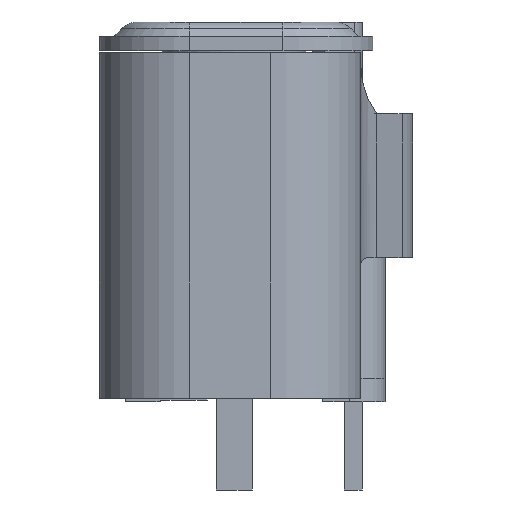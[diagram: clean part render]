
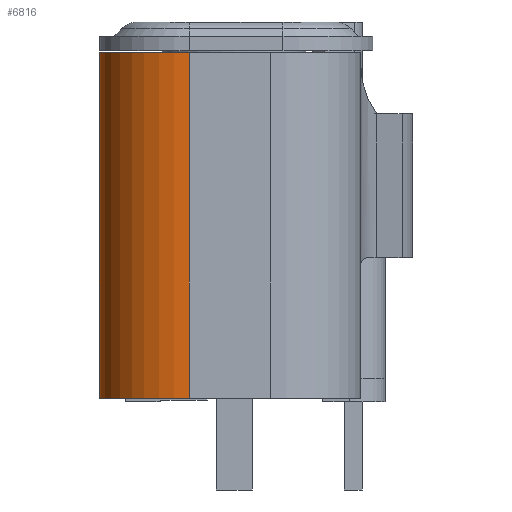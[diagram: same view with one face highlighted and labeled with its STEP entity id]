
A CAD part, left-side view. The second image highlights one B-rep face of the part: STEP entity #6816.
In plain terms, the highlighted cylindrical face has radius 2.5 mm (diameter 5 mm), a partial arc.
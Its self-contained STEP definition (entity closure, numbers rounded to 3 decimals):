
#6775=CARTESIAN_POINT('',(-14.3,2.025,0.1));
#6776=DIRECTION('',(0.0,0.0,1.0));
#6777=DIRECTION('',(-0.707,0.707,0.0));
#6778=AXIS2_PLACEMENT_3D('',#6775,#6776,#6777);
#6779=CYLINDRICAL_SURFACE('',#6778,2.5);
#6780=CARTESIAN_POINT('',(-16.8,2.025,9.7));
#6781=VERTEX_POINT('',#6780);
#6782=CARTESIAN_POINT('',(-14.3,4.525,9.7));
#6783=VERTEX_POINT('',#6782);
#6784=CARTESIAN_POINT('',(-14.3,2.025,9.7));
#6785=DIRECTION('',(0.0,0.0,-1.0));
#6786=DIRECTION('',(-0.707,0.707,0.0));
#6787=AXIS2_PLACEMENT_3D('',#6784,#6785,#6786);
#6788=CIRCLE('',#6787,2.5);
#6789=EDGE_CURVE('',#6781,#6783,#6788,.T.);
#6790=ORIENTED_EDGE('',*,*,#6789,.T.);
#6791=CARTESIAN_POINT('',(-14.3,4.525,0.1));
#6792=VERTEX_POINT('',#6791);
#6793=CARTESIAN_POINT('',(-14.3,4.525,0.1));
#6794=DIRECTION('',(0.0,0.0,1.0));
#6795=VECTOR('',#6794,9.6);
#6796=LINE('',#6793,#6795);
#6797=EDGE_CURVE('',#6792,#6783,#6796,.T.);
#6798=ORIENTED_EDGE('',*,*,#6797,.F.);
#6799=CARTESIAN_POINT('',(-16.8,2.025,0.1));
#6800=VERTEX_POINT('',#6799);
#6801=CARTESIAN_POINT('',(-14.3,2.025,0.1));
#6802=DIRECTION('',(0.0,0.0,-1.0));
#6803=DIRECTION('',(-0.707,0.707,0.0));
#6804=AXIS2_PLACEMENT_3D('',#6801,#6802,#6803);
#6805=CIRCLE('',#6804,2.5);
#6806=EDGE_CURVE('',#6800,#6792,#6805,.T.);
#6807=ORIENTED_EDGE('',*,*,#6806,.F.);
#6808=CARTESIAN_POINT('',(-16.8,2.025,0.1));
#6809=DIRECTION('',(0.0,0.0,1.0));
#6810=VECTOR('',#6809,9.6);
#6811=LINE('',#6808,#6810);
#6812=EDGE_CURVE('',#6800,#6781,#6811,.T.);
#6813=ORIENTED_EDGE('',*,*,#6812,.T.);
#6814=EDGE_LOOP('',(#6790,#6798,#6807,#6813));
#6815=FACE_OUTER_BOUND('',#6814,.T.);
#6816=ADVANCED_FACE('',(#6815),#6779,.T.);
